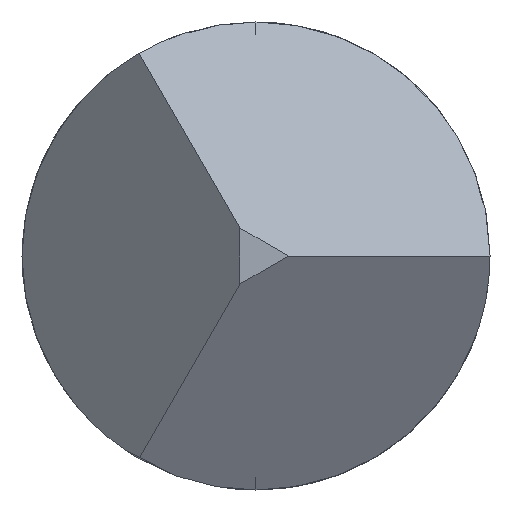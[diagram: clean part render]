
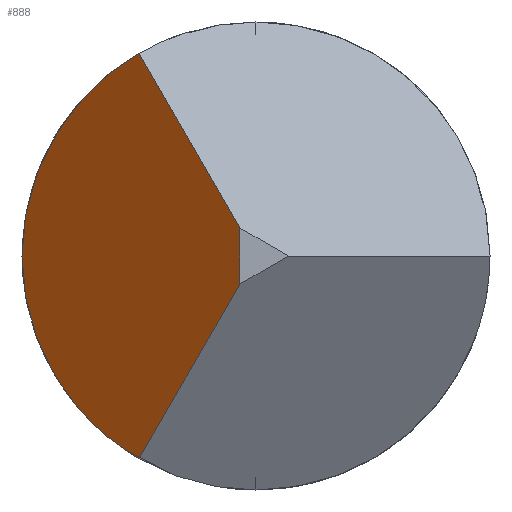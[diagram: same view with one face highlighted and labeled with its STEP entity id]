
A CAD part, left-side view. The second image highlights one B-rep face of the part: STEP entity #888.
In plain terms, the highlighted planar face has unit normal (-0.743, 0.669, 0).
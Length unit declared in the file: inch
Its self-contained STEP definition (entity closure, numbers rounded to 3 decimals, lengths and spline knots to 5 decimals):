
#23 = VERTEX_POINT ( 'NONE', #118 ) ;
#51 = DIRECTION ( 'NONE',  ( -0.411, -0.456, 0.79 ) ) ;
#82 = VECTOR ( 'NONE', #1182, 39.37008 ) ;
#118 = CARTESIAN_POINT ( 'NONE',  ( -0.43002, 0.009, -0.01559 ) ) ;
#142 = EDGE_CURVE ( 'NONE', #1210, #23, #451, .T. ) ;
#163 = EDGE_LOOP ( 'NONE', ( #1340, #1067, #1143, #389 ) ) ;
#197 = VECTOR ( 'NONE', #1318, 39.37008 ) ;
#271 = CARTESIAN_POINT ( 'NONE',  ( -0.437, 0.00125, -0.00217 ) ) ;
#320 = CARTESIAN_POINT ( 'NONE',  ( -0.42192, 0.018, -0.018 ) ) ;
#322 = CARTESIAN_POINT ( 'NONE',  ( -0.437, 0.00125, 0.00217 ) ) ;
#353 = VECTOR ( 'NONE', #51, 39.37008 ) ;
#356 = FACE_OUTER_BOUND ( 'NONE', #163, .T. ) ;
#389 = ORIENTED_EDGE ( 'NONE', *, *, #816, .T. ) ;
#451 =( BOUNDED_CURVE ( )  B_SPLINE_CURVE ( 3, ( #1105, #1203, #562, #673 ),
 .UNSPECIFIED., .F., .T. ) 
 B_SPLINE_CURVE_WITH_KNOTS ( ( 4, 4 ),
 ( 5.23599, 7.33038 ),
 .UNSPECIFIED. ) 
 CURVE ( )  GEOMETRIC_REPRESENTATION_ITEM ( )  RATIONAL_B_SPLINE_CURVE ( ( 1., 0.667, 0.667, 1. ) ) 
 REPRESENTATION_ITEM ( '' )  );
#531 = CARTESIAN_POINT ( 'NONE',  ( -0.43786, 0.00029, 0.00051 ) ) ;
#562 = CARTESIAN_POINT ( 'NONE',  ( -0.41787, 0.0225, -0.00779 ) ) ;
#673 = CARTESIAN_POINT ( 'NONE',  ( -0.43002, 0.009, -0.01559 ) ) ;
#685 = DIRECTION ( 'NONE',  ( 0.669, 0.743, 0. ) ) ;
#762 = CARTESIAN_POINT ( 'NONE',  ( -0.42619, 0.01326, -0.02296 ) ) ;
#795 = PLANE ( 'NONE',  #942 ) ;
#807 = LINE ( 'NONE', #531, #197 ) ;
#816 = EDGE_CURVE ( 'NONE', #23, #1209, #961, .T. ) ;
#817 = EDGE_CURVE ( 'NONE', #1209, #1161, #1204, .T. ) ;
#888 = ADVANCED_FACE ( 'NONE', ( #356 ), #795, .F. ) ;
#913 = EDGE_CURVE ( 'NONE', #1161, #1210, #807, .T. ) ;
#942 = AXIS2_PLACEMENT_3D ( 'NONE', #320, #1208, #685 ) ;
#961 = LINE ( 'NONE', #762, #353 ) ;
#1067 = ORIENTED_EDGE ( 'NONE', *, *, #913, .T. ) ;
#1078 = CARTESIAN_POINT ( 'NONE',  ( -0.437, 0.00125, -0.018 ) ) ;
#1105 = CARTESIAN_POINT ( 'NONE',  ( -0.43002, 0.009, 0.01559 ) ) ;
#1143 = ORIENTED_EDGE ( 'NONE', *, *, #142, .T. ) ;
#1161 = VERTEX_POINT ( 'NONE', #322 ) ;
#1182 = DIRECTION ( 'NONE',  ( 0., 0., 1. ) ) ;
#1203 = CARTESIAN_POINT ( 'NONE',  ( -0.41787, 0.0225, 0.00779 ) ) ;
#1204 = LINE ( 'NONE', #1078, #82 ) ;
#1208 = DIRECTION ( 'NONE',  ( 0.743, -0.669, 0. ) ) ;
#1209 = VERTEX_POINT ( 'NONE', #271 ) ;
#1210 = VERTEX_POINT ( 'NONE', #1381 ) ;
#1318 = DIRECTION ( 'NONE',  ( 0.411, 0.456, 0.79 ) ) ;
#1340 = ORIENTED_EDGE ( 'NONE', *, *, #817, .T. ) ;
#1381 = CARTESIAN_POINT ( 'NONE',  ( -0.43002, 0.009, 0.01559 ) ) ;
